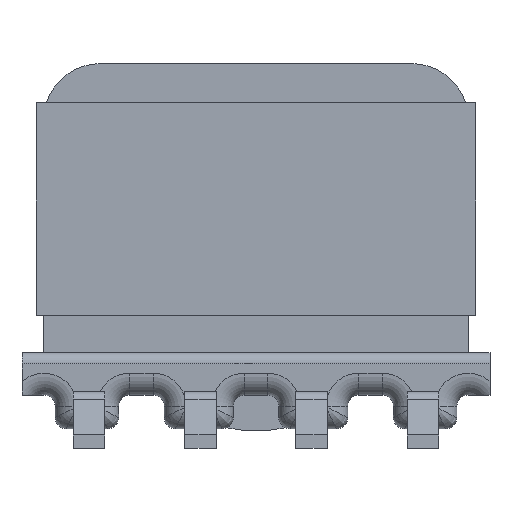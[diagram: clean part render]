
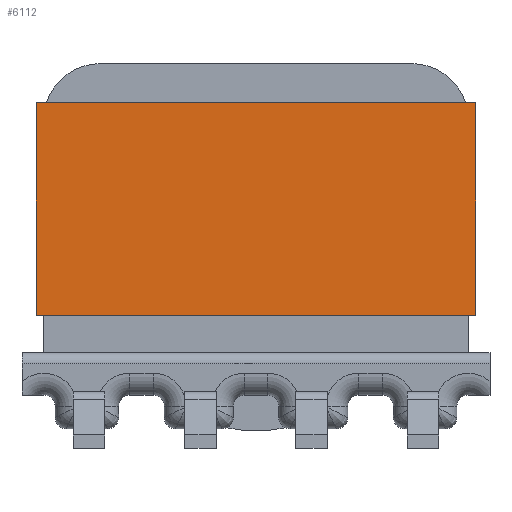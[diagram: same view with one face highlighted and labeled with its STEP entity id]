
A CAD part, front view. The second image highlights one B-rep face of the part: STEP entity #6112.
In plain terms, the highlighted face is planar.
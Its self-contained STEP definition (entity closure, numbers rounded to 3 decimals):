
#813=LINE('',#11680,#1320);
#818=LINE('',#11690,#1325);
#821=LINE('',#11695,#1328);
#822=LINE('',#11697,#1329);
#1320=VECTOR('',#8267,1000.);
#1325=VECTOR('',#8274,1000.);
#1328=VECTOR('',#8279,1000.);
#1329=VECTOR('',#8282,1000.);
#1493=PLANE('',#6678);
#3272=ORIENTED_EDGE('',*,*,#4191,.F.);
#3273=ORIENTED_EDGE('',*,*,#4199,.F.);
#3274=ORIENTED_EDGE('',*,*,#4196,.T.);
#3275=ORIENTED_EDGE('',*,*,#4200,.T.);
#4191=EDGE_CURVE('',#4751,#4752,#813,.T.);
#4196=EDGE_CURVE('',#4756,#4755,#818,.T.);
#4199=EDGE_CURVE('',#4756,#4751,#821,.T.);
#4200=EDGE_CURVE('',#4755,#4752,#822,.T.);
#4751=VERTEX_POINT('',#11679);
#4752=VERTEX_POINT('',#11681);
#4755=VERTEX_POINT('',#11689);
#4756=VERTEX_POINT('',#11691);
#5275=EDGE_LOOP('',(#3272,#3273,#3274,#3275));
#5634=FACE_BOUND('',#5275,.T.);
#6112=ADVANCED_FACE('',(#5634),#1493,.T.);
#6678=AXIS2_PLACEMENT_3D('',#11696,#8280,#8281);
#8267=DIRECTION('',(0.,0.,-1.));
#8274=DIRECTION('',(0.,0.,-1.));
#8279=DIRECTION('',(0.,1.,0.));
#8280=DIRECTION('',(1.,0.,0.));
#8281=DIRECTION('',(0.,0.,-1.));
#8282=DIRECTION('',(0.,1.,0.));
#11679=CARTESIAN_POINT('',(4.064,7.728,4.914));
#11680=CARTESIAN_POINT('',(4.064,7.728,-4.906));
#11681=CARTESIAN_POINT('',(4.064,7.728,-4.906));
#11689=CARTESIAN_POINT('',(4.064,2.978,-4.906));
#11690=CARTESIAN_POINT('',(4.064,2.978,-4.906));
#11691=CARTESIAN_POINT('',(4.064,2.978,4.914));
#11695=CARTESIAN_POINT('',(4.064,2.978,4.914));
#11696=CARTESIAN_POINT('',(4.064,2.978,-4.906));
#11697=CARTESIAN_POINT('',(4.064,2.978,-4.906));
